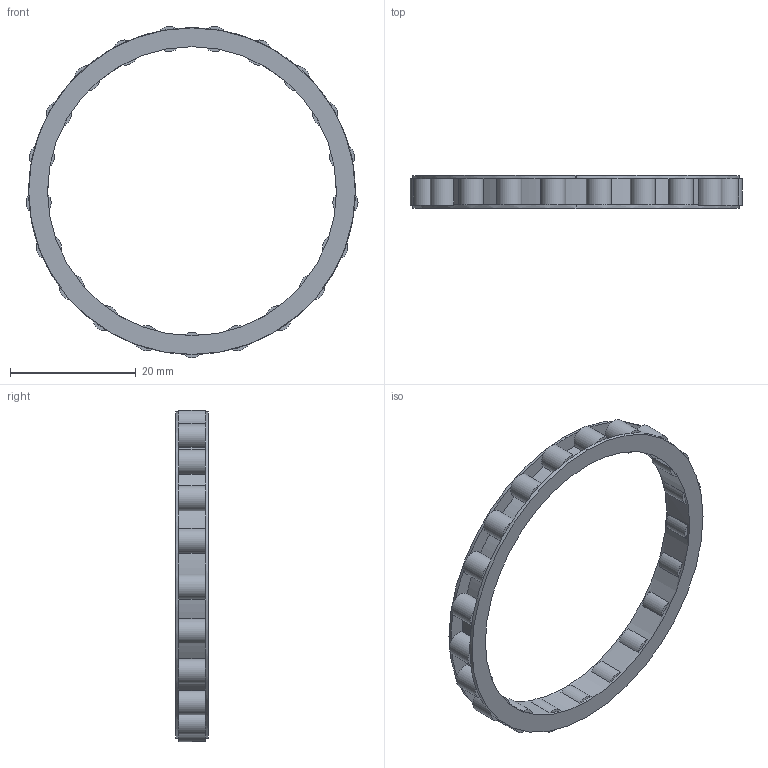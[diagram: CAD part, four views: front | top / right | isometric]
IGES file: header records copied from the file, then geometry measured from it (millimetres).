
Start section:  PTC IGES file: rl453-4.igs
Global section: file name: rl453-4.igs; native system: Creo Parametric by Parametric Technology Corporation; preprocessor: 2013150; author: sales 4; organization: Unknown; date: 20140320.113131; units: millimetre
Bounding box: 52.86 x 5.2 x 52.72 mm (x, y, z)
Surface area: 3405.6 mm2 (no closed solid volume)
Topology: 0 solids, 0 shells, 642 faces, 3396 edges, 3396 vertices
Faces by surface type: bspline 573, revolution 69
